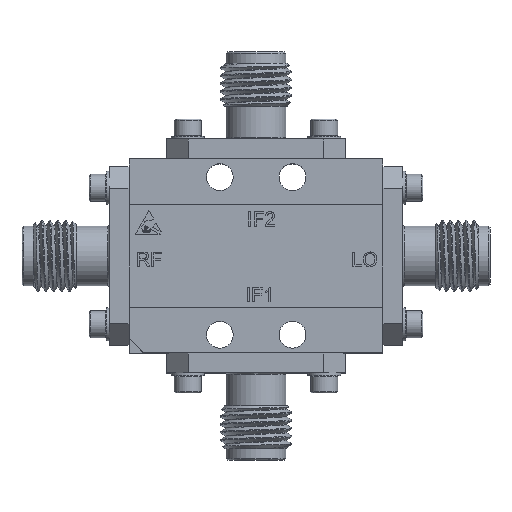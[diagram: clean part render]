
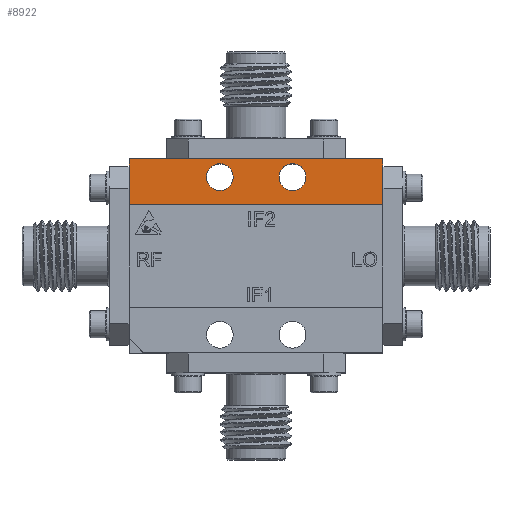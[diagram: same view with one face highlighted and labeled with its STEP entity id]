
A CAD part, top view. The second image highlights one B-rep face of the part: STEP entity #8922.
In plain terms, the highlighted planar face has unit normal (0, 0, 1).
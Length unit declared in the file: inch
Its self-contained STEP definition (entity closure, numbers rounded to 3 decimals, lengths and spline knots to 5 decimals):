
#759 = EDGE_CURVE ( 'NONE', #12482, #18185, #15778, .T. ) ;
#1255 = ORIENTED_EDGE ( 'NONE', *, *, #6553, .F. ) ;
#2072 = EDGE_CURVE ( 'NONE', #18185, #27082, #10205, .T. ) ;
#2722 = VERTEX_POINT ( 'NONE', #21730 ) ;
#3728 = FACE_BOUND ( 'NONE', #13523, .T. ) ;
#3982 = CIRCLE ( 'NONE', #24514, 0.047 ) ;
#4007 = VERTEX_POINT ( 'NONE', #21455 ) ;
#4185 = CARTESIAN_POINT ( 'NONE',  ( 0.445, 0.34, 0.1 ) ) ;
#4930 = DIRECTION ( 'NONE',  ( -1., 0., 0. ) ) ;
#4970 = EDGE_CURVE ( 'NONE', #27082, #13016, #6611, .T. ) ;
#5282 = ORIENTED_EDGE ( 'NONE', *, *, #8435, .T. ) ;
#5572 = FACE_OUTER_BOUND ( 'NONE', #23643, .T. ) ;
#5590 = DIRECTION ( 'NONE',  ( 1., 0., 0. ) ) ;
#6119 = VECTOR ( 'NONE', #23991, 39.37008 ) ;
#6422 = EDGE_LOOP ( 'NONE', ( #1255 ) ) ;
#6553 = EDGE_CURVE ( 'NONE', #4007, #4007, #3982, .T. ) ;
#6611 = LINE ( 'NONE', #15124, #24007 ) ;
#6951 = VECTOR ( 'NONE', #11458, 39.37008 ) ;
#7123 = CARTESIAN_POINT ( 'NONE',  ( 0.128, 0.276, 0.1 ) ) ;
#7663 = DIRECTION ( 'NONE',  ( 0., 0., 1. ) ) ;
#7789 = DIRECTION ( 'NONE',  ( 0., 0., 1. ) ) ;
#8435 = EDGE_CURVE ( 'NONE', #13016, #12482, #15540, .T. ) ;
#8922 = ADVANCED_FACE ( 'NONE', ( #3728, #24708, #5572 ), #22609, .T. ) ;
#8937 = CARTESIAN_POINT ( 'NONE',  ( -0.445, 0.34, 0.1 ) ) ;
#9483 = DIRECTION ( 'NONE',  ( 0., 0., 1. ) ) ;
#9740 = CARTESIAN_POINT ( 'NONE',  ( 0., 0., 0.1 ) ) ;
#9755 = CARTESIAN_POINT ( 'NONE',  ( -0.127, 0.276, 0.1 ) ) ;
#10205 = LINE ( 'NONE', #25687, #6119 ) ;
#10258 = CARTESIAN_POINT ( 'NONE',  ( -0.445, 0.18, 0.1 ) ) ;
#10382 = EDGE_CURVE ( 'NONE', #2722, #2722, #26568, .T. ) ;
#11458 = DIRECTION ( 'NONE',  ( 0., -1., 0. ) ) ;
#11641 = AXIS2_PLACEMENT_3D ( 'NONE', #9740, #7789, #16310 ) ;
#12283 = AXIS2_PLACEMENT_3D ( 'NONE', #9755, #7663, #5590 ) ;
#12482 = VERTEX_POINT ( 'NONE', #13769 ) ;
#13016 = VERTEX_POINT ( 'NONE', #4185 ) ;
#13025 = CARTESIAN_POINT ( 'NONE',  ( -0.445, 0.34, 0.1 ) ) ;
#13523 = EDGE_LOOP ( 'NONE', ( #24922 ) ) ;
#13530 = DIRECTION ( 'NONE',  ( 1., 0., 0. ) ) ;
#13769 = CARTESIAN_POINT ( 'NONE',  ( -0.445, 0.34, 0.1 ) ) ;
#15124 = CARTESIAN_POINT ( 'NONE',  ( 0.445, 0.34, 0.1 ) ) ;
#15540 = LINE ( 'NONE', #13025, #24588 ) ;
#15778 = LINE ( 'NONE', #8937, #6951 ) ;
#16310 = DIRECTION ( 'NONE',  ( 1., 0., 0. ) ) ;
#17286 = ORIENTED_EDGE ( 'NONE', *, *, #4970, .T. ) ;
#17794 = ORIENTED_EDGE ( 'NONE', *, *, #759, .T. ) ;
#18185 = VERTEX_POINT ( 'NONE', #10258 ) ;
#21455 = CARTESIAN_POINT ( 'NONE',  ( 0.175, 0.276, 0.1 ) ) ;
#21730 = CARTESIAN_POINT ( 'NONE',  ( -0.08, 0.276, 0.1 ) ) ;
#22609 = PLANE ( 'NONE',  #11641 ) ;
#23291 = CARTESIAN_POINT ( 'NONE',  ( 0.445, 0.18, 0.1 ) ) ;
#23643 = EDGE_LOOP ( 'NONE', ( #17794, #25067, #17286, #5282 ) ) ;
#23657 = DIRECTION ( 'NONE',  ( 0., 1., 0. ) ) ;
#23991 = DIRECTION ( 'NONE',  ( 1., 0., 0. ) ) ;
#24007 = VECTOR ( 'NONE', #23657, 39.37008 ) ;
#24514 = AXIS2_PLACEMENT_3D ( 'NONE', #7123, #9483, #13530 ) ;
#24588 = VECTOR ( 'NONE', #4930, 39.37008 ) ;
#24708 = FACE_BOUND ( 'NONE', #6422, .T. ) ;
#24922 = ORIENTED_EDGE ( 'NONE', *, *, #10382, .F. ) ;
#25067 = ORIENTED_EDGE ( 'NONE', *, *, #2072, .T. ) ;
#25687 = CARTESIAN_POINT ( 'NONE',  ( -0.445, 0.18, 0.1 ) ) ;
#26568 = CIRCLE ( 'NONE', #12283, 0.047 ) ;
#27082 = VERTEX_POINT ( 'NONE', #23291 ) ;
